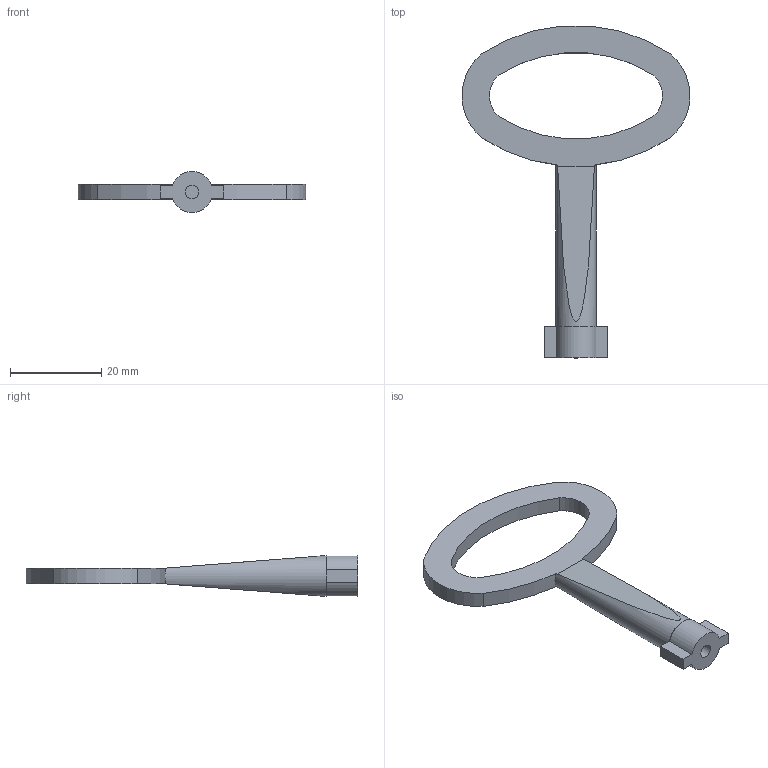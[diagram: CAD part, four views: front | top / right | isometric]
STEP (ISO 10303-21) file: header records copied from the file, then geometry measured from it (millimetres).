
FILE_DESCRIPTION( ( 'STEP AP214' ), '1' );
FILE_NAME( 'K0535.43.stp', '2020-12-08T10:54:32', ( '' ), ( '' ), ' ', 'PARTsolutions', ' ' );
FILE_SCHEMA( ( 'AUTOMOTIVE_DESIGN { 1 0 10303 214 1 1 1 1 }' ) );
Length unit declared in the file: millimetre
Products named in the file (1): _K0535.43
Bounding box: 50 x 72.8 x 8.97 mm (x, y, z)
Volume: 4490 mm3; surface area: 3442.1 mm2
Topology: 1 solids, 1 shells, 26 faces, 66 edges, 44 vertices
Faces by surface type: cylinder 13, plane 13
Full cylindrical faces by diameter (mm): 3 x1, 8.8 x1
Entity records: 1020 total; most frequent: CARTESIAN_POINT 151, DIRECTION 142, ORIENTED_EDGE 126, EDGE_CURVE 63, AXIS2_PLACEMENT_3D 54, VERTEX_POINT 43, LINE 34, VECTOR 34
